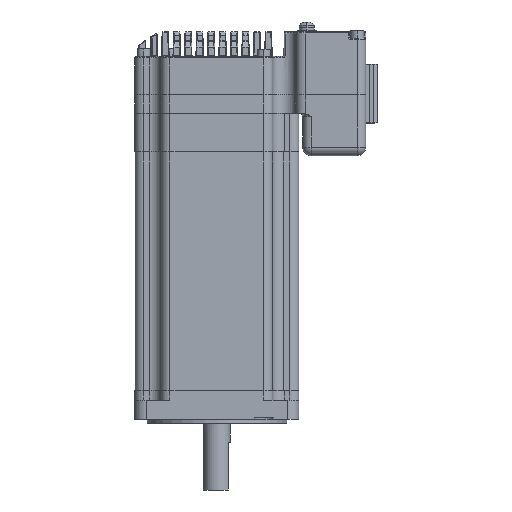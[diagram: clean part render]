
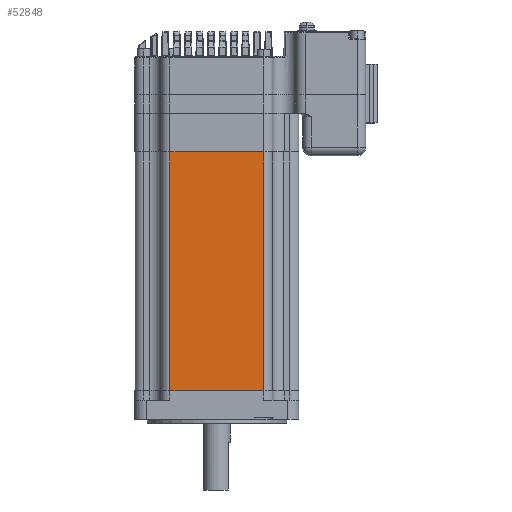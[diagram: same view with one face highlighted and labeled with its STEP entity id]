
A CAD part, front view. The second image highlights one B-rep face of the part: STEP entity #52848.
In plain terms, the highlighted planar face has unit normal (0, -1, 0).
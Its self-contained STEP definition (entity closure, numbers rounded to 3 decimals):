
#2919 = EDGE_CURVE ( 'NONE', #9468, #115192, #46956, .T. ) ;
#8084 = DIRECTION ( 'NONE',  ( 0., 0., -1. ) ) ;
#8366 = LINE ( 'NONE', #46173, #140565 ) ;
#9468 = VERTEX_POINT ( 'NONE', #22111 ) ;
#14032 = ORIENTED_EDGE ( 'NONE', *, *, #2919, .T. ) ;
#16813 = EDGE_CURVE ( 'NONE', #27231, #29364, #18057, .T. ) ;
#18057 = LINE ( 'NONE', #145820, #48130 ) ;
#19033 = EDGE_CURVE ( 'NONE', #115192, #29364, #8366, .T. ) ;
#22111 = CARTESIAN_POINT ( 'NONE',  ( 24.55, -42.85, 125. ) ) ;
#27231 = VERTEX_POINT ( 'NONE', #118413 ) ;
#29364 = VERTEX_POINT ( 'NONE', #42946 ) ;
#42946 = CARTESIAN_POINT ( 'NONE',  ( -24.55, -42.85, 0. ) ) ;
#46173 = CARTESIAN_POINT ( 'NONE',  ( -24.55, -42.85, 125. ) ) ;
#46956 = LINE ( 'NONE', #162512, #152998 ) ;
#48130 = VECTOR ( 'NONE', #158555, 1000. ) ;
#52848 = ADVANCED_FACE ( 'NONE', ( #147073 ), #69953, .T. ) ;
#62052 = ORIENTED_EDGE ( 'NONE', *, *, #148723, .F. ) ;
#69953 = PLANE ( 'NONE',  #84517 ) ;
#73152 = DIRECTION ( 'NONE',  ( -1., 0., 0. ) ) ;
#82834 = DIRECTION ( 'NONE',  ( 0., 0., -1. ) ) ;
#84517 = AXIS2_PLACEMENT_3D ( 'NONE', #146076, #159375, #82834 ) ;
#87562 = VECTOR ( 'NONE', #163507, 1000. ) ;
#88101 = ORIENTED_EDGE ( 'NONE', *, *, #16813, .F. ) ;
#91633 = LINE ( 'NONE', #150733, #87562 ) ;
#96776 = ORIENTED_EDGE ( 'NONE', *, *, #19033, .T. ) ;
#115192 = VERTEX_POINT ( 'NONE', #116355 ) ;
#116355 = CARTESIAN_POINT ( 'NONE',  ( -24.55, -42.85, 125. ) ) ;
#118413 = CARTESIAN_POINT ( 'NONE',  ( 24.55, -42.85, 0. ) ) ;
#137724 = EDGE_LOOP ( 'NONE', ( #88101, #62052, #14032, #96776 ) ) ;
#140565 = VECTOR ( 'NONE', #8084, 1000. ) ;
#145820 = CARTESIAN_POINT ( 'NONE',  ( 0., -42.85, 0. ) ) ;
#146076 = CARTESIAN_POINT ( 'NONE',  ( 0., -42.85, 125. ) ) ;
#147073 = FACE_OUTER_BOUND ( 'NONE', #137724, .T. ) ;
#148723 = EDGE_CURVE ( 'NONE', #9468, #27231, #91633, .T. ) ;
#150733 = CARTESIAN_POINT ( 'NONE',  ( 24.55, -42.85, 125. ) ) ;
#152998 = VECTOR ( 'NONE', #73152, 1000. ) ;
#158555 = DIRECTION ( 'NONE',  ( -1., 0., 0. ) ) ;
#159375 = DIRECTION ( 'NONE',  ( 0., -1., 0. ) ) ;
#162512 = CARTESIAN_POINT ( 'NONE',  ( 0., -42.85, 125. ) ) ;
#163507 = DIRECTION ( 'NONE',  ( 0., 0., -1. ) ) ;
